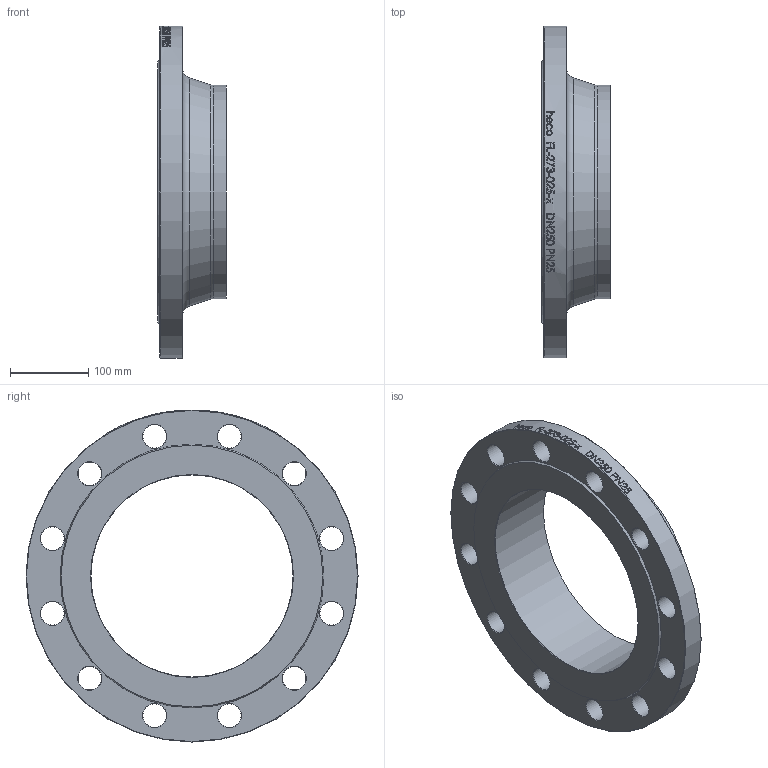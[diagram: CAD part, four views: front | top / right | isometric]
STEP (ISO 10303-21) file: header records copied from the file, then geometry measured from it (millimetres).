
FILE_DESCRIPTION (( 'STEP AP214' ), '1' );
FILE_NAME ('FL-273-025-x Vorschweissflansch DN250 PN25 iso DIN2634 2009.STEP', '2020-09-23T07:55:20', ( '' ), ( '' ), 'SwSTEP 2.0', 'SolidWorks 2019', '' );
FILE_SCHEMA (( 'AUTOMOTIVE_DESIGN' ));
Length unit declared in the file: millimetre
Products named in the file (1): FL-273-025-x Vorschweissflansch DN250 PN25 iso DIN2634 2009
Bounding box: 88 x 425 x 425 mm (x, y, z)
Volume: 3002924.5 mm3; surface area: 342888.8 mm2
Topology: 1 solids, 1 shells, 83 faces, 397 edges, 348 vertices
Faces by surface type: cylinder 48, cone 29, plane 4, torus 2
Full cylindrical faces by diameter (mm): 30 x12, 258.8 x1, 273 x1, 425 x1
Entity records: 9953 total; most frequent: CARTESIAN_POINT 6760, ORIENTED_EDGE 656, DIRECTION 457, EDGE_CURVE 328, VERTEX_POINT 328, AXIS2_PLACEMENT_3D 208, EDGE_LOOP 186, B_SPLINE_CURVE_WITH_KNOTS 161
